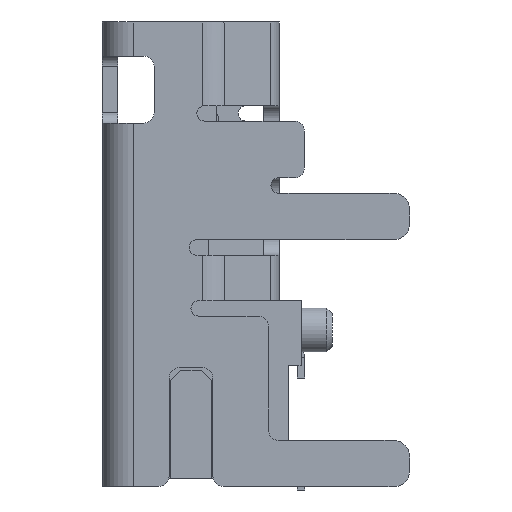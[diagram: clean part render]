
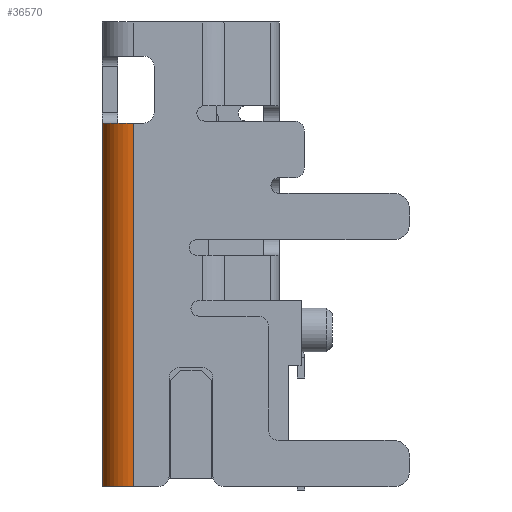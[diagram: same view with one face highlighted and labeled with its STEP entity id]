
A CAD part, left-side view. The second image highlights one B-rep face of the part: STEP entity #36570.
In plain terms, the highlighted cylindrical face has radius 0.6 mm (diameter 1.2 mm), a partial arc.
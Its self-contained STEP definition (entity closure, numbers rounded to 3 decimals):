
#207=CARTESIAN_POINT('',(-6.125,1.115,2.19));
#208=DIRECTION('',(0.,0.,1.));
#209=DIRECTION('',(0.,1.,0.));
#210=AXIS2_PLACEMENT_3D('',#207,#208,#209);
#237=CARTESIAN_POINT('',(-6.125,1.115,-4.85));
#238=DIRECTION('',(0.,0.,-1.));
#239=DIRECTION('',(-1.,0.,0.));
#240=AXIS2_PLACEMENT_3D('',#237,#238,#239);
#9070=DIRECTION('',(0.,0.,-1.));
#9071=VECTOR('',#9070,7.04);
#9072=CARTESIAN_POINT('',(-6.725,1.115,2.19));
#9073=LINE('22188',#9072,#9071);
#9074=DIRECTION('',(0.,0.,1.));
#9075=VECTOR('',#9074,7.04);
#9076=CARTESIAN_POINT('',(-6.125,1.715,-4.85));
#9077=LINE('21930',#9076,#9075);
#17946=CARTESIAN_POINT('',(-6.125,1.715,2.19));
#17947=VERTEX_POINT('',#17946);
#17950=CARTESIAN_POINT('',(-6.725,1.115,2.19));
#17951=VERTEX_POINT('',#17950);
#17958=CARTESIAN_POINT('',(-6.125,1.715,-4.85));
#17959=VERTEX_POINT('',#17958);
#17960=CARTESIAN_POINT('',(-6.725,1.115,-4.85));
#17961=VERTEX_POINT('',#17960);
#36559=CARTESIAN_POINT('',(-6.125,1.115,-4.991));
#36560=DIRECTION('',(0.,0.,1.));
#36561=DIRECTION('',(1.,0.,0.));
#36562=AXIS2_PLACEMENT_3D('',#36559,#36560,#36561);
#36563=CYLINDRICAL_SURFACE('20646',#36562,0.6);
#36564=ORIENTED_EDGE('21786',*,*,#23396,.T.);
#36565=ORIENTED_EDGE('22188',*,*,#24533,.T.);
#36566=ORIENTED_EDGE('21793',*,*,#23433,.T.);
#36567=ORIENTED_EDGE('21930',*,*,#24013,.T.);
#36568=EDGE_LOOP('20646',(#36564,#36565,#36566,#36567));
#36569=FACE_OUTER_BOUND('20646',#36568,.F.);
#36570=ADVANCED_FACE('20646',(#36569),#36563,.T.);
#211=CIRCLE('21786',#210,0.6);
#241=CIRCLE('21793',#240,0.6);
#23396=EDGE_CURVE('21786',#17947,#17951,#211,.T.);
#23433=EDGE_CURVE('21793',#17961,#17959,#241,.T.);
#24013=EDGE_CURVE('21930',#17959,#17947,#9077,.T.);
#24533=EDGE_CURVE('22188',#17951,#17961,#9073,.T.);
